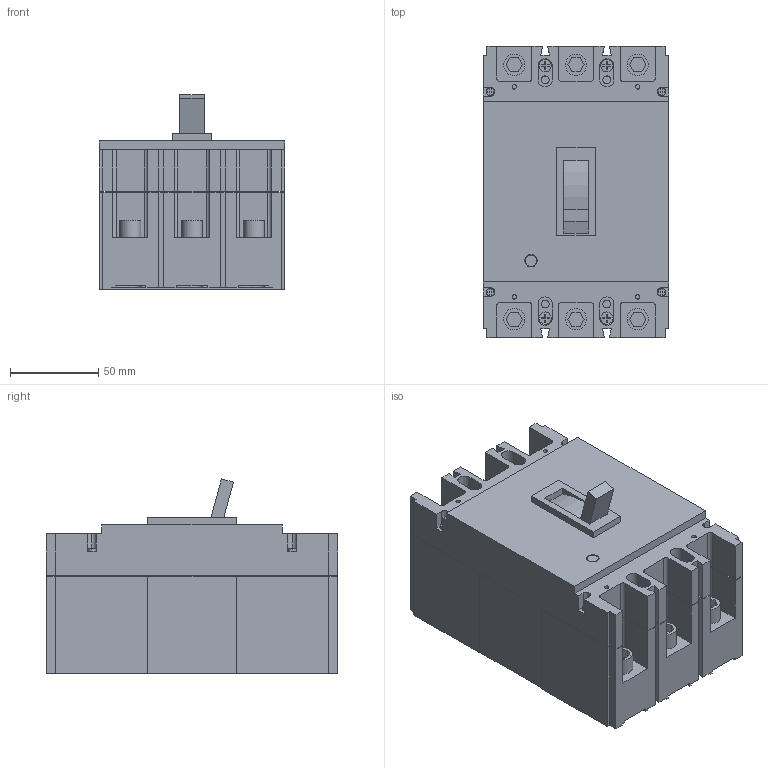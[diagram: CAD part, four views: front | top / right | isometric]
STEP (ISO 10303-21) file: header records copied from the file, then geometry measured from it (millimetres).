
FILE_DESCRIPTION (( 'STEP AP203' ), '1' );
FILE_NAME ('Âûêëþ÷àòåëü àâòîìàòè÷åñêèé ÂÀ-99Ì 250 125À.STEP', '2016-10-27T12:32:02', ( 'kuryshev' ), ( '' ), 'SwSTEP 2.0', 'SolidWorks 2010', '' );
FILE_SCHEMA (( 'CONFIG_CONTROL_DESIGN' ));
Length unit declared in the file: millimetre
Products named in the file (1): Âûêëþ÷àòåëü àâòîìàòè÷åñêèé ÂÀ-99Ì 250 125À
Bounding box: 105 x 165 x 110 mm (x, y, z)
Volume: 1269159.3 mm3; surface area: 119873.1 mm2
Topology: 1 solids, 1 shells, 659 faces, 1802 edges, 1192 vertices
Faces by surface type: plane 533, cylinder 126
Entity records: 20717 total; most frequent: CARTESIAN_POINT 3654, ORIENTED_EDGE 3604, DIRECTION 3374, EDGE_CURVE 1802, LINE 1550, VECTOR 1550, VERTEX_POINT 1192, AXIS2_PLACEMENT_3D 912
